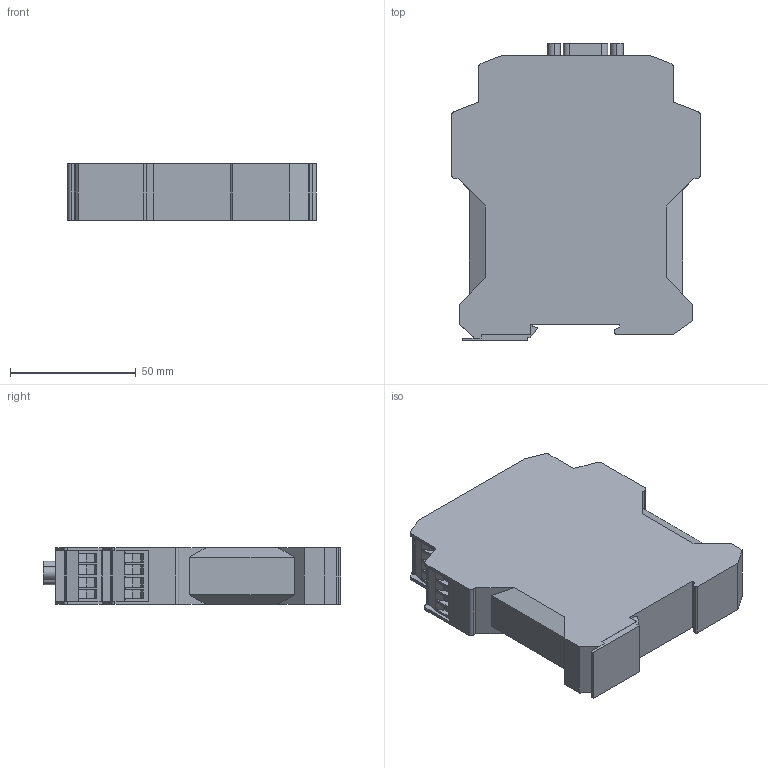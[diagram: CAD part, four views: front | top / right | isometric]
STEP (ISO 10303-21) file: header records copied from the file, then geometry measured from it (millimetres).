
FILE_DESCRIPTION(('SolidDesigner STEP Export'),'2;1');
FILE_NAME('2744416_PSM_ME_RS232_RS485_P-select.stp','2011-09-21T11:43:03',(''),(''),'CoCreate Modeling STEP processor for AP214 (Solid Model)','CoCreate Modeling 16.00A 16-Aug-2008 (C) Parametric Technology GmbH','');
FILE_SCHEMA(('AUTOMOTIVE_DESIGN { 1 0 10303 214 1 1 1 1 }'));
Length unit declared in the file: millimetre
Products named in the file (2): 2744416_PSM_ME_RS232_RS485_P-select
Assembly tree (1 placements, depth 2):
  2744416_PSM_ME_RS232_RS485_P-select
    2744416_PSM_ME_RS232_RS485_P-select
Bounding box: 99 x 118.6 x 22.6 mm (x, y, z)
Volume: 214278.2 mm3; surface area: 32511.4 mm2
Topology: 1 solids, 1 shells, 266 faces, 721 edges, 478 vertices
Faces by surface type: plane 204, cylinder 62
Entity records: 9977 total; most frequent: ORIENTED_EDGE 1442, CARTESIAN_POINT 1369, DIRECTION 1230, EDGE_CURVE 721, VECTOR 552, LINE 552, VERTEX_POINT 478, AXIS2_PLACEMENT_3D 339
